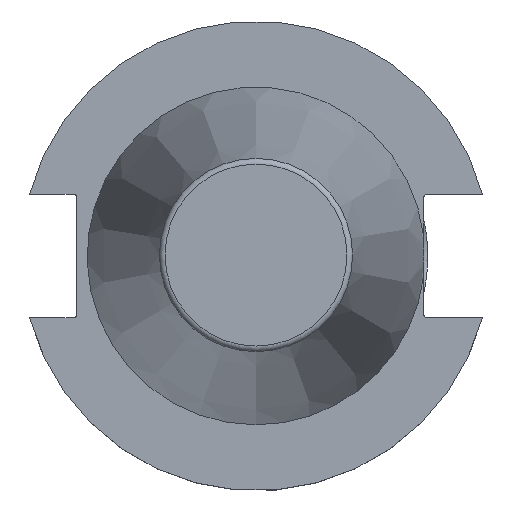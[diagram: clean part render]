
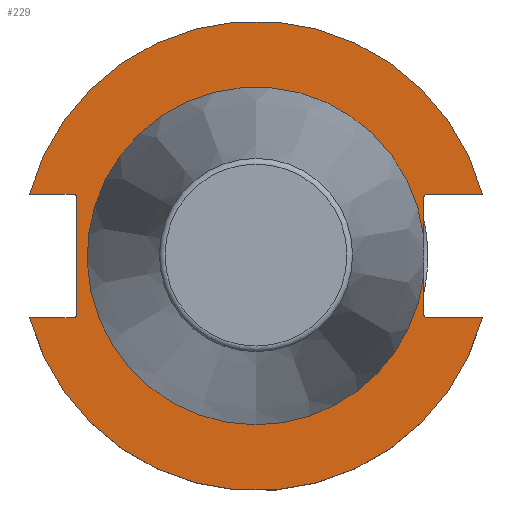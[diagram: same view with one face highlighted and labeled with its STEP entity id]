
A CAD part, top view. The second image highlights one B-rep face of the part: STEP entity #229.
In plain terms, the highlighted planar face has unit normal (0, 0, 1).
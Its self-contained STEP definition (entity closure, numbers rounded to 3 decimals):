
#105=FACE_OUTER_BOUND('',#337,.T.);
#140=LINE('',#1320,#184);
#141=LINE('',#1324,#185);
#142=LINE('',#1328,#186);
#143=LINE('',#1332,#187);
#144=LINE('',#1336,#188);
#145=LINE('',#1340,#189);
#146=LINE('',#1344,#190);
#184=VECTOR('',#1057,1.);
#185=VECTOR('',#1060,1.);
#186=VECTOR('',#1063,1.);
#187=VECTOR('',#1066,1.);
#188=VECTOR('',#1069,1.);
#189=VECTOR('',#1072,1.);
#190=VECTOR('',#1075,1.);
#229=ADVANCED_FACE('',(#105),#283,.F.);
#283=PLANE('',#945);
#337=EDGE_LOOP('',(#410,#411,#412,#413,#414,#415,#416,#417,#418,#419,#420,
#421,#422,#423));
#410=ORIENTED_EDGE('',*,*,#734,.T.);
#411=ORIENTED_EDGE('',*,*,#735,.T.);
#412=ORIENTED_EDGE('',*,*,#736,.T.);
#413=ORIENTED_EDGE('',*,*,#737,.T.);
#414=ORIENTED_EDGE('',*,*,#738,.T.);
#415=ORIENTED_EDGE('',*,*,#739,.T.);
#416=ORIENTED_EDGE('',*,*,#740,.T.);
#417=ORIENTED_EDGE('',*,*,#741,.F.);
#418=ORIENTED_EDGE('',*,*,#742,.T.);
#419=ORIENTED_EDGE('',*,*,#743,.F.);
#420=ORIENTED_EDGE('',*,*,#744,.T.);
#421=ORIENTED_EDGE('',*,*,#745,.T.);
#422=ORIENTED_EDGE('',*,*,#746,.T.);
#423=ORIENTED_EDGE('',*,*,#747,.F.);
#648=VERTEX_POINT('',#1318);
#649=VERTEX_POINT('',#1319);
#650=VERTEX_POINT('',#1321);
#651=VERTEX_POINT('',#1323);
#652=VERTEX_POINT('',#1325);
#653=VERTEX_POINT('',#1327);
#654=VERTEX_POINT('',#1329);
#655=VERTEX_POINT('',#1331);
#656=VERTEX_POINT('',#1333);
#657=VERTEX_POINT('',#1335);
#658=VERTEX_POINT('',#1337);
#659=VERTEX_POINT('',#1339);
#660=VERTEX_POINT('',#1341);
#661=VERTEX_POINT('',#1343);
#734=EDGE_CURVE('',#648,#649,#853,.T.);
#735=EDGE_CURVE('',#649,#650,#140,.T.);
#736=EDGE_CURVE('',#650,#651,#854,.T.);
#737=EDGE_CURVE('',#651,#652,#141,.T.);
#738=EDGE_CURVE('',#652,#653,#855,.T.);
#739=EDGE_CURVE('',#653,#654,#142,.T.);
#740=EDGE_CURVE('',#654,#655,#856,.T.);
#741=EDGE_CURVE('',#656,#655,#143,.T.);
#742=EDGE_CURVE('',#656,#657,#857,.T.);
#743=EDGE_CURVE('',#658,#657,#144,.T.);
#744=EDGE_CURVE('',#658,#659,#858,.T.);
#745=EDGE_CURVE('',#659,#660,#145,.T.);
#746=EDGE_CURVE('',#660,#661,#859,.T.);
#747=EDGE_CURVE('',#648,#661,#146,.T.);
#853=CIRCLE('',#938,0.8);
#854=CIRCLE('',#939,35.388);
#855=CIRCLE('',#940,0.8);
#856=CIRCLE('',#941,49.213);
#857=CIRCLE('',#942,0.8);
#858=CIRCLE('',#943,0.8);
#859=CIRCLE('',#944,49.213);
#938=AXIS2_PLACEMENT_3D('',#1317,#1055,#1056);
#939=AXIS2_PLACEMENT_3D('',#1322,#1058,#1059);
#940=AXIS2_PLACEMENT_3D('',#1326,#1061,#1062);
#941=AXIS2_PLACEMENT_3D('',#1330,#1064,#1065);
#942=AXIS2_PLACEMENT_3D('',#1334,#1067,#1068);
#943=AXIS2_PLACEMENT_3D('',#1338,#1070,#1071);
#944=AXIS2_PLACEMENT_3D('',#1342,#1073,#1074);
#945=AXIS2_PLACEMENT_3D('',#1345,#1076,#1077);
#1055=DIRECTION('',(0.,0.,-1.));
#1056=DIRECTION('',(0.,-1.,0.));
#1057=DIRECTION('',(0.,1.,0.));
#1058=DIRECTION('',(0.,0.,-1.));
#1059=DIRECTION('',(-1.,0.,0.));
#1060=DIRECTION('',(0.,1.,0.));
#1061=DIRECTION('',(0.,0.,-1.));
#1062=DIRECTION('',(-1.,0.,0.));
#1063=DIRECTION('',(1.,0.,0.));
#1064=DIRECTION('',(0.,0.,1.));
#1065=DIRECTION('',(0.965,0.263,0.));
#1066=DIRECTION('',(-1.,0.,0.));
#1067=DIRECTION('',(0.,0.,-1.));
#1068=DIRECTION('',(0.,1.,0.));
#1069=DIRECTION('',(0.,1.,0.));
#1070=DIRECTION('',(0.,0.,-1.));
#1071=DIRECTION('',(1.,0.,0.));
#1072=DIRECTION('',(-1.,0.,0.));
#1073=DIRECTION('',(0.,0.,1.));
#1074=DIRECTION('',(-0.965,-0.263,0.));
#1075=DIRECTION('',(1.,0.,0.));
#1076=DIRECTION('',(0.,0.,-1.));
#1077=DIRECTION('',(0.,-1.,0.));
#1317=CARTESIAN_POINT('',(35.916,-12.155,-3.175));
#1318=CARTESIAN_POINT('',(35.916,-12.955,-3.175));
#1319=CARTESIAN_POINT('',(35.116,-12.155,-3.175));
#1320=CARTESIAN_POINT('',(35.116,3.823,-3.175));
#1321=CARTESIAN_POINT('',(35.116,-4.381,-3.175));
#1322=CARTESIAN_POINT('',(0.,0.,-3.175));
#1323=CARTESIAN_POINT('',(35.116,4.381,-3.175));
#1324=CARTESIAN_POINT('',(35.116,3.823,-3.175));
#1325=CARTESIAN_POINT('',(35.116,12.155,-3.175));
#1326=CARTESIAN_POINT('',(35.916,12.155,-3.175));
#1327=CARTESIAN_POINT('',(35.916,12.955,-3.175));
#1328=CARTESIAN_POINT('',(35.916,12.955,-3.175));
#1329=CARTESIAN_POINT('',(47.477,12.955,-3.175));
#1330=CARTESIAN_POINT('',(0.,0.,-3.175));
#1331=CARTESIAN_POINT('',(-47.477,12.955,-3.175));
#1332=CARTESIAN_POINT('',(-38.329,12.955,-3.175));
#1333=CARTESIAN_POINT('',(-38.329,12.955,-3.175));
#1334=CARTESIAN_POINT('',(-38.329,12.155,-3.175));
#1335=CARTESIAN_POINT('',(-37.529,12.155,-3.175));
#1336=CARTESIAN_POINT('',(-37.529,-12.155,-3.175));
#1337=CARTESIAN_POINT('',(-37.529,-12.155,-3.175));
#1338=CARTESIAN_POINT('',(-38.329,-12.155,-3.175));
#1339=CARTESIAN_POINT('',(-38.329,-12.955,-3.175));
#1340=CARTESIAN_POINT('',(-38.329,-12.955,-3.175));
#1341=CARTESIAN_POINT('',(-47.477,-12.955,-3.175));
#1342=CARTESIAN_POINT('',(0.,0.,-3.175));
#1343=CARTESIAN_POINT('',(47.477,-12.955,-3.175));
#1344=CARTESIAN_POINT('',(35.916,-12.955,-3.175));
#1345=CARTESIAN_POINT('',(0.,35.388,-3.175));
